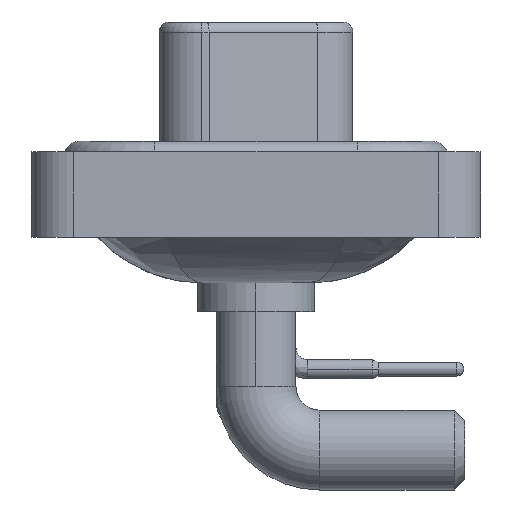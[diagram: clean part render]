
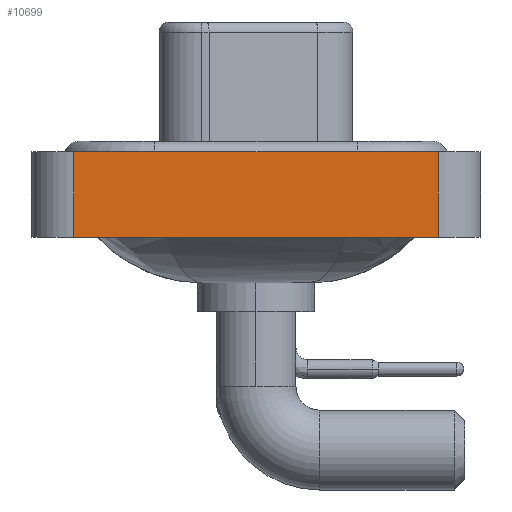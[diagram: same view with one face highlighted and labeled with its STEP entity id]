
A CAD part, left-side view. The second image highlights one B-rep face of the part: STEP entity #10699.
In plain terms, the highlighted planar face has unit normal (-1, 0, 0).
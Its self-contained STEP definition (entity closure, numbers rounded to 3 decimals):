
#775 = PLANE ( 'NONE',  #13609 ) ;
#890 = VECTOR ( 'NONE', #1801, 1000. ) ;
#1584 = VERTEX_POINT ( 'NONE', #5803 ) ;
#1801 = DIRECTION ( 'NONE',  ( 0., -1., 0. ) ) ;
#2284 = VECTOR ( 'NONE', #8123, 1000. ) ;
#2385 = DIRECTION ( 'NONE',  ( 0., 0., 1. ) ) ;
#2717 = CARTESIAN_POINT ( 'NONE',  ( -7.35, 8.55, -3.6 ) ) ;
#3360 = DIRECTION ( 'NONE',  ( 0., -1., 0. ) ) ;
#3390 = CARTESIAN_POINT ( 'NONE',  ( -7.35, -8.55, 0.4 ) ) ;
#5372 = EDGE_CURVE ( 'NONE', #25337, #19235, #7649, .T. ) ;
#5803 = CARTESIAN_POINT ( 'NONE',  ( -7.35, 8.55, 0.4 ) ) ;
#7649 = LINE ( 'NONE', #16571, #19173 ) ;
#8123 = DIRECTION ( 'NONE',  ( 0., 0., 1. ) ) ;
#10699 = ADVANCED_FACE ( 'NONE', ( #15856 ), #775, .T. ) ;
#12192 = ORIENTED_EDGE ( 'NONE', *, *, #5372, .T. ) ;
#12487 = EDGE_CURVE ( 'NONE', #1584, #18205, #17325, .T. ) ;
#12691 = CARTESIAN_POINT ( 'NONE',  ( -7.35, -8.55, 0.4 ) ) ;
#13296 = EDGE_CURVE ( 'NONE', #25337, #1584, #19068, .T. ) ;
#13521 = EDGE_CURVE ( 'NONE', #19235, #18205, #17191, .T. ) ;
#13609 = AXIS2_PLACEMENT_3D ( 'NONE', #18464, #20761, #22523 ) ;
#15856 = FACE_OUTER_BOUND ( 'NONE', #18905, .T. ) ;
#16571 = CARTESIAN_POINT ( 'NONE',  ( -7.35, -8.55, -3.6 ) ) ;
#17191 = LINE ( 'NONE', #28172, #25667 ) ;
#17244 = CARTESIAN_POINT ( 'NONE',  ( -7.35, -8.55, -3.6 ) ) ;
#17325 = LINE ( 'NONE', #12691, #890 ) ;
#18205 = VERTEX_POINT ( 'NONE', #3390 ) ;
#18464 = CARTESIAN_POINT ( 'NONE',  ( -7.35, -8.55, -3.6 ) ) ;
#18655 = ORIENTED_EDGE ( 'NONE', *, *, #13521, .T. ) ;
#18905 = EDGE_LOOP ( 'NONE', ( #18655, #24616, #21717, #12192 ) ) ;
#19068 = LINE ( 'NONE', #27862, #2284 ) ;
#19173 = VECTOR ( 'NONE', #3360, 1000. ) ;
#19235 = VERTEX_POINT ( 'NONE', #17244 ) ;
#20761 = DIRECTION ( 'NONE',  ( -1., 0., 0. ) ) ;
#21717 = ORIENTED_EDGE ( 'NONE', *, *, #13296, .F. ) ;
#22523 = DIRECTION ( 'NONE',  ( 0., 0., 1. ) ) ;
#24616 = ORIENTED_EDGE ( 'NONE', *, *, #12487, .F. ) ;
#25337 = VERTEX_POINT ( 'NONE', #2717 ) ;
#25667 = VECTOR ( 'NONE', #2385, 1000. ) ;
#27862 = CARTESIAN_POINT ( 'NONE',  ( -7.35, 8.55, -3.6 ) ) ;
#28172 = CARTESIAN_POINT ( 'NONE',  ( -7.35, -8.55, -3.6 ) ) ;
